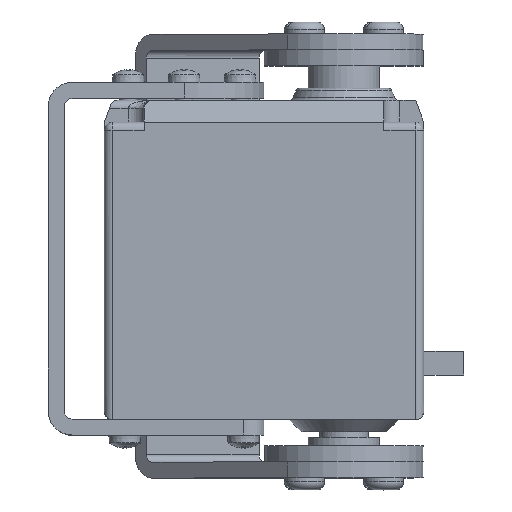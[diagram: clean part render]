
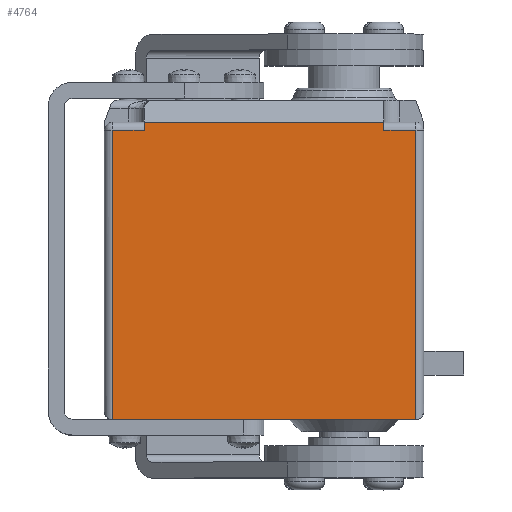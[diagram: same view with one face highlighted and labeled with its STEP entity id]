
A CAD part, top view. The second image highlights one B-rep face of the part: STEP entity #4764.
In plain terms, the highlighted planar face has unit normal (0, 0, 1).
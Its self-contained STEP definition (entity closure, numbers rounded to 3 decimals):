
#389=PLANE('',#5433);
#621=FACE_OUTER_BOUND('',#995,.T.);
#995=EDGE_LOOP('',(#4114,#4115,#4116,#4117,#4118,#4119,#4120,#4121));
#1610=LINE('',#14243,#1902);
#1640=LINE('',#14404,#1932);
#1643=LINE('',#14411,#1935);
#1646=LINE('',#14433,#1938);
#1659=LINE('',#14487,#1951);
#1663=LINE('',#14494,#1955);
#1668=LINE('',#14504,#1960);
#1680=LINE('',#14530,#1972);
#1902=VECTOR('',#6369,10.);
#1932=VECTOR('',#6471,10.);
#1935=VECTOR('',#6478,10.);
#1938=VECTOR('',#6503,10.);
#1951=VECTOR('',#6570,10.);
#1955=VECTOR('',#6580,10.);
#1960=VECTOR('',#6591,10.);
#1972=VECTOR('',#6623,10.);
#2279=VERTEX_POINT('',#14240);
#2280=VERTEX_POINT('',#14242);
#2315=VERTEX_POINT('',#14402);
#2317=VERTEX_POINT('',#14409);
#2322=VERTEX_POINT('',#14422);
#2325=VERTEX_POINT('',#14429);
#2336=VERTEX_POINT('',#14470);
#2339=VERTEX_POINT('',#14482);
#2844=EDGE_CURVE('',#2280,#2279,#1610,.T.);
#2896=EDGE_CURVE('',#2315,#2279,#1640,.T.);
#2900=EDGE_CURVE('',#2315,#2317,#1643,.T.);
#2910=EDGE_CURVE('',#2280,#2325,#1646,.T.);
#2938=EDGE_CURVE('',#2325,#2336,#1659,.T.);
#2942=EDGE_CURVE('',#2339,#2322,#1663,.T.);
#2948=EDGE_CURVE('',#2322,#2317,#1668,.T.);
#2960=EDGE_CURVE('',#2339,#2336,#1680,.T.);
#4114=ORIENTED_EDGE('',*,*,#2844,.T.);
#4115=ORIENTED_EDGE('',*,*,#2896,.F.);
#4116=ORIENTED_EDGE('',*,*,#2900,.T.);
#4117=ORIENTED_EDGE('',*,*,#2948,.F.);
#4118=ORIENTED_EDGE('',*,*,#2942,.F.);
#4119=ORIENTED_EDGE('',*,*,#2960,.T.);
#4120=ORIENTED_EDGE('',*,*,#2938,.F.);
#4121=ORIENTED_EDGE('',*,*,#2910,.F.);
#4764=ADVANCED_FACE('',(#621),#389,.T.);
#5433=AXIS2_PLACEMENT_3D('',#14529,#6621,#6622);
#6369=DIRECTION('',(0.,1.,0.));
#6471=DIRECTION('',(1.,0.,0.));
#6478=DIRECTION('',(0.,-1.,0.));
#6503=DIRECTION('',(1.,0.,0.));
#6570=DIRECTION('',(0.,-1.,0.));
#6580=DIRECTION('',(0.,1.,0.));
#6591=DIRECTION('',(1.,0.,0.));
#6621=DIRECTION('center_axis',(0.,0.,1.));
#6622=DIRECTION('ref_axis',(1.,0.,0.));
#6623=DIRECTION('',(1.,0.,0.));
#14240=CARTESIAN_POINT('',(15.,17.253,20.));
#14242=CARTESIAN_POINT('',(15.,16.25,20.));
#14243=CARTESIAN_POINT('',(15.,10.,20.));
#14402=CARTESIAN_POINT('',(-15.,17.253,20.));
#14404=CARTESIAN_POINT('',(10.,17.253,20.));
#14409=CARTESIAN_POINT('',(-15.,16.25,20.));
#14411=CARTESIAN_POINT('',(-15.,10.,20.));
#14422=CARTESIAN_POINT('',(-19.,16.25,20.));
#14429=CARTESIAN_POINT('',(19.,16.25,20.));
#14433=CARTESIAN_POINT('',(8.75,16.25,20.));
#14470=CARTESIAN_POINT('',(19.,-20.,20.));
#14482=CARTESIAN_POINT('',(-19.,-20.,20.));
#14487=CARTESIAN_POINT('',(19.,-10.,20.));
#14494=CARTESIAN_POINT('',(-19.,10.,20.));
#14504=CARTESIAN_POINT('',(-8.75,16.25,20.));
#14529=CARTESIAN_POINT('Origin',(0.,0.,20.));
#14530=CARTESIAN_POINT('',(-20.,-20.,20.));
